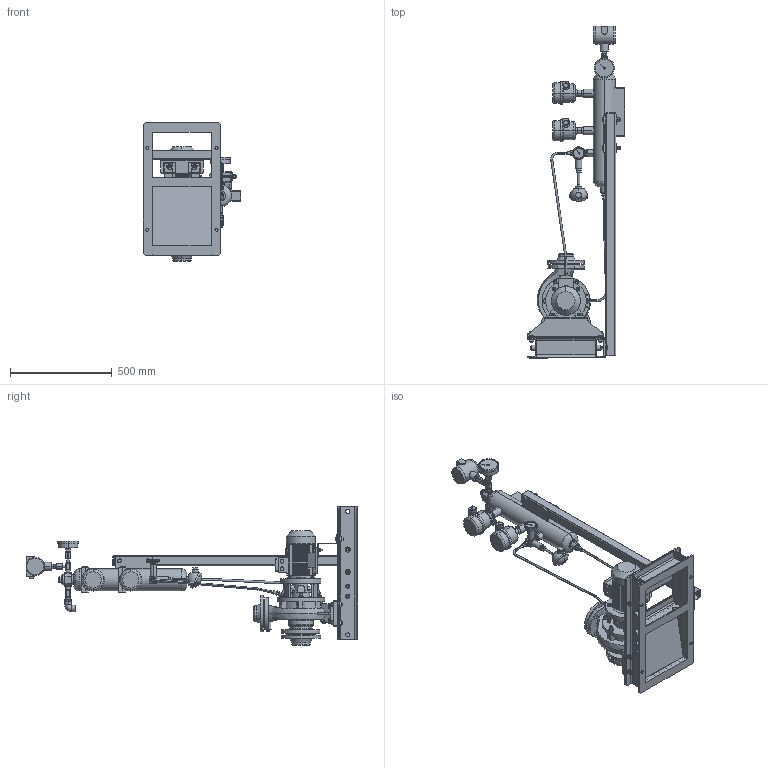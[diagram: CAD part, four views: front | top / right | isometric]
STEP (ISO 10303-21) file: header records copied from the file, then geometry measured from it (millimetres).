
FILE_DESCRIPTION (( 'STEP AP203' ), '1' );
FILE_NAME ('221-211-55Ò-ÐÑ2-41-02.step', '2023-07-26T13:58:02', ( 'adb' ), ( '' ), 'SwSTEP 2.0', 'SolidWorks 2016', '' );
FILE_SCHEMA (( 'CONFIG_CONTROL_DESIGN' ));
Products named in the file (1): 221-211-55Ò-ÐÑ2-41-02
Bounding box: 479 x 1630.5 x 680 mm (x, y, z)
Volume: 20373513.6 mm3; surface area: 3777105.9 mm2
Topology: 32 solids, 45 shells, 3062 faces, 7772 edges, 5001 vertices
Faces by surface type: plane 1557, cylinder 1111, cone 282, torus 65, bspline 37, sphere 10
Entity records: 106219 total; most frequent: CARTESIAN_POINT 31476, DIRECTION 15769, ORIENTED_EDGE 15512, EDGE_CURVE 7756, AXIS2_PLACEMENT_3D 5967, VERTEX_POINT 4995, LINE 3835, VECTOR 3835
